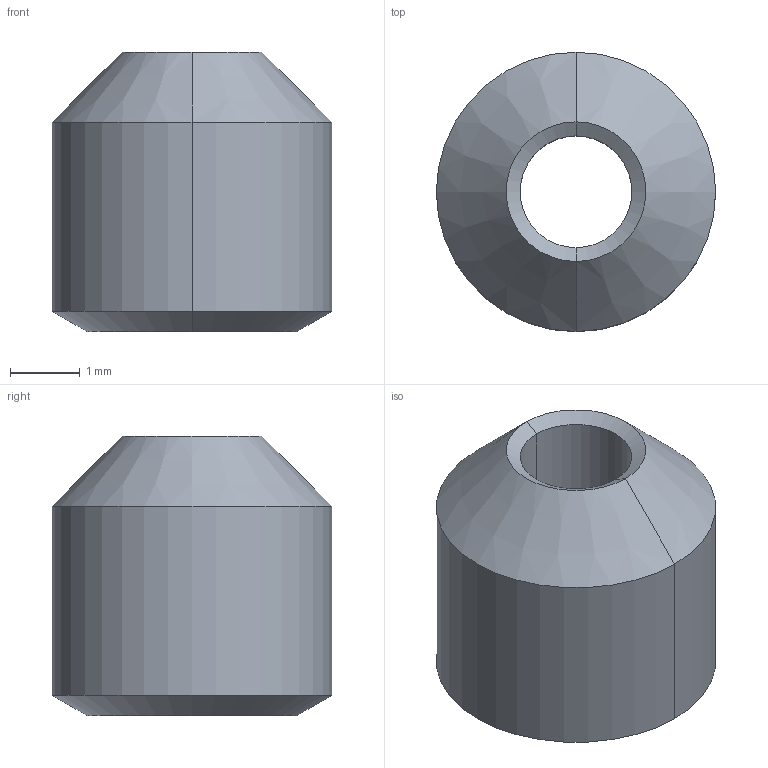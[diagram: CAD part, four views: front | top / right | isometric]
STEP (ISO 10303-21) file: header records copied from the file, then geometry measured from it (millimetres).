
FILE_DESCRIPTION(/* description */ (''),/* implementation_level */ '2;1');
FILE_NAME(/* name */ 'HSD04004H16.stp',/* time_stamp */ '2022-02-03T10:42:44+09:00',/* author */ (''),/* organization */ (''),/* preprocessor_version */ 'ST-DEVELOPER v16',/* originating_system */ 'SIEMENS PLM Software NX 10.0',/* authorisation */ '');
FILE_SCHEMA (('AUTOMOTIVE_DESIGN { 1 0 10303 214 3 1 1 1 }'));
Length unit declared in the file: millimetre
Products named in the file (1): HSD04004H16
Bounding box: 4 x 4 x 4 mm (x, y, z)
Volume: 33.7 mm3; surface area: 82.4 mm2
Topology: 1 solids, 1 shells, 19 faces, 44 edges, 27 vertices
Faces by surface type: cone 8, plane 7, cylinder 4
Entity records: 594 total; most frequent: CARTESIAN_POINT 111, DIRECTION 96, ORIENTED_EDGE 88, EDGE_CURVE 44, AXIS2_PLACEMENT_3D 36, VERTEX_POINT 26, LINE 24, VECTOR 24
